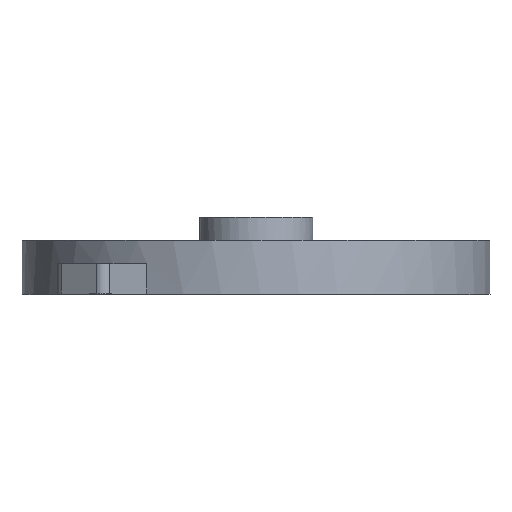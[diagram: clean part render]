
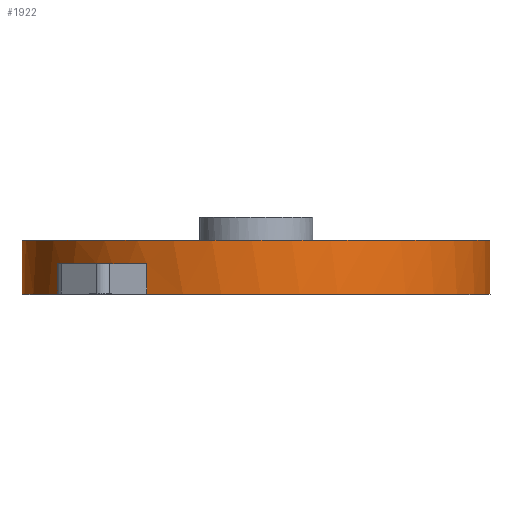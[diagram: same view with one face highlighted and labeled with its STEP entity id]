
A CAD part, top view. The second image highlights one B-rep face of the part: STEP entity #1922.
In plain terms, the highlighted cylindrical face has radius 50 mm (diameter 100 mm), a partial arc.
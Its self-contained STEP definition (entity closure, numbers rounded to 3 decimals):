
#146=FACE_OUTER_BOUND('',#264,.T.);
#264=EDGE_LOOP('',(#1462,#1463,#1464,#1465,#1466,#1467,#1468,#1469));
#382=LINE('',#2767,#578);
#387=LINE('',#2782,#583);
#458=LINE('',#2988,#654);
#459=LINE('',#2989,#655);
#578=VECTOR('',#2203,11.5);
#583=VECTOR('',#2216,11.5);
#654=VECTOR('',#2379,6.5);
#655=VECTOR('',#2380,6.5);
#780=CIRCLE('',#2025,50.);
#783=CIRCLE('',#2028,50.);
#807=CIRCLE('',#2056,50.);
#809=CIRCLE('',#2064,50.);
#853=VERTEX_POINT('',#2760);
#856=VERTEX_POINT('',#2765);
#859=VERTEX_POINT('',#2775);
#862=VERTEX_POINT('',#2780);
#870=VERTEX_POINT('',#2804);
#875=VERTEX_POINT('',#2814);
#948=VERTEX_POINT('',#2969);
#949=VERTEX_POINT('',#2971);
#1048=EDGE_CURVE('',#856,#853,#382,.T.);
#1055=EDGE_CURVE('',#862,#859,#387,.T.);
#1066=EDGE_CURVE('',#859,#870,#780,.T.);
#1072=EDGE_CURVE('',#875,#856,#783,.T.);
#1150=EDGE_CURVE('',#948,#949,#807,.T.);
#1158=EDGE_CURVE('',#949,#875,#458,.T.);
#1159=EDGE_CURVE('',#870,#948,#459,.T.);
#1160=EDGE_CURVE('',#862,#853,#809,.T.);
#1462=ORIENTED_EDGE('',*,*,#1048,.F.);
#1463=ORIENTED_EDGE('',*,*,#1072,.F.);
#1464=ORIENTED_EDGE('',*,*,#1158,.F.);
#1465=ORIENTED_EDGE('',*,*,#1150,.F.);
#1466=ORIENTED_EDGE('',*,*,#1159,.F.);
#1467=ORIENTED_EDGE('',*,*,#1066,.F.);
#1468=ORIENTED_EDGE('',*,*,#1055,.F.);
#1469=ORIENTED_EDGE('',*,*,#1160,.T.);
#1880=CYLINDRICAL_SURFACE('',#2063,50.);
#1922=ADVANCED_FACE('',(#146),#1880,.T.);
#2025=AXIS2_PLACEMENT_3D('',#2805,#2238,#2239);
#2028=AXIS2_PLACEMENT_3D('',#2816,#2247,#2248);
#2056=AXIS2_PLACEMENT_3D('',#2972,#2357,#2358);
#2063=AXIS2_PLACEMENT_3D('',#2987,#2377,#2378);
#2064=AXIS2_PLACEMENT_3D('',#2990,#2381,#2382);
#2203=DIRECTION('',(0.,1.,0.));
#2216=DIRECTION('',(0.,-1.,0.));
#2238=DIRECTION('center_axis',(0.,-1.,0.));
#2239=DIRECTION('ref_axis',(-1.,0.,0.));
#2247=DIRECTION('center_axis',(0.,-1.,0.));
#2248=DIRECTION('ref_axis',(-1.,0.,0.));
#2357=DIRECTION('center_axis',(0.,-1.,0.));
#2358=DIRECTION('ref_axis',(-1.,0.,0.));
#2377=DIRECTION('center_axis',(0.,1.,0.));
#2378=DIRECTION('ref_axis',(0.328,0.,0.945));
#2379=DIRECTION('',(0.,-1.,0.));
#2380=DIRECTION('',(0.,1.,0.));
#2381=DIRECTION('center_axis',(0.,-1.,0.));
#2382=DIRECTION('ref_axis',(0.328,0.,0.945));
#2760=CARTESIAN_POINT('',(14.961,9.,-47.709));
#2765=CARTESIAN_POINT('',(14.961,-2.5,-47.709));
#2767=CARTESIAN_POINT('',(14.961,0.,-47.709));
#2775=CARTESIAN_POINT('',(40.151,-2.5,-29.797));
#2780=CARTESIAN_POINT('',(40.151,9.,-29.797));
#2782=CARTESIAN_POINT('',(40.151,0.,-29.797));
#2804=CARTESIAN_POINT('',(-23.385,-2.5,44.194));
#2805=CARTESIAN_POINT('Origin',(0.,-2.5,0.));
#2814=CARTESIAN_POINT('',(-34.14,-2.5,36.53));
#2816=CARTESIAN_POINT('Origin',(0.,-2.5,0.));
#2969=CARTESIAN_POINT('',(-23.385,4.,44.194));
#2971=CARTESIAN_POINT('',(-34.14,4.,36.53));
#2972=CARTESIAN_POINT('Origin',(0.,4.,0.));
#2987=CARTESIAN_POINT('Origin',(0.,0.,0.));
#2988=CARTESIAN_POINT('',(-34.14,14.,36.53));
#2989=CARTESIAN_POINT('',(-23.385,14.,44.194));
#2990=CARTESIAN_POINT('Origin',(0.,9.,0.));
